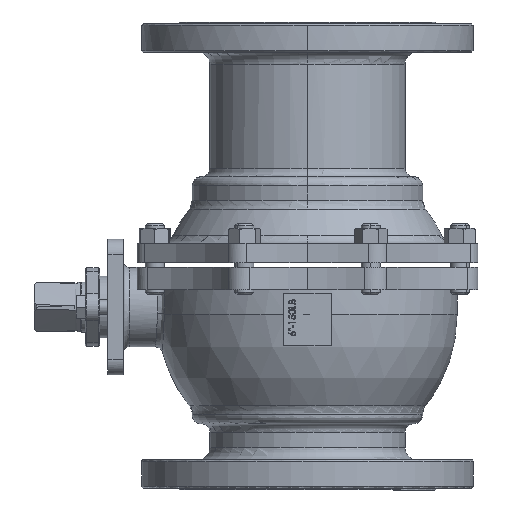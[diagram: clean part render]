
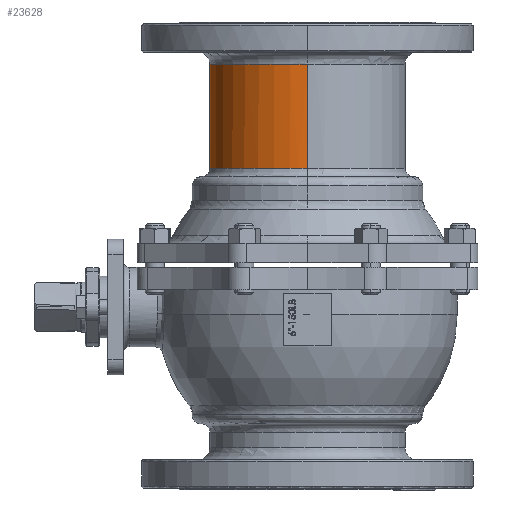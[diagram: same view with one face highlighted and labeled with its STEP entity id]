
A CAD part, left-side view. The second image highlights one B-rep face of the part: STEP entity #23628.
In plain terms, the highlighted cylindrical face has radius 82.2 mm (diameter 164.4 mm), a partial arc.
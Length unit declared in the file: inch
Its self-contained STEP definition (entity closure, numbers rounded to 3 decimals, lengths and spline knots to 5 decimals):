
#441 = VERTEX_POINT ( 'NONE', #42261 ) ;
#914 = CARTESIAN_POINT ( 'NONE',  ( 8.0443, 7.75808, 17.20639 ) ) ;
#1145 = CARTESIAN_POINT ( 'NONE',  ( 12.28693, 6.47109, 17.20639 ) ) ;
#1806 = CARTESIAN_POINT ( 'NONE',  ( 6.24222, 4.84925, 17.20639 ) ) ;
#2609 = CARTESIAN_POINT ( 'NONE',  ( 12.6938, 5.27287, 13.74957 ) ) ;
#3059 = CARTESIAN_POINT ( 'NONE',  ( 12.05158, 6.82332, 13.74957 ) ) ;
#4546 = CARTESIAN_POINT ( 'NONE',  ( 12.71466, 5.06106, 17.20639 ) ) ;
#4978 = CARTESIAN_POINT ( 'NONE',  ( 8.63934, 7.98197, 17.20639 ) ) ;
#5044 = B_SPLINE_CURVE_WITH_KNOTS ( 'NONE', 3,
 ( #35746, #27336, #2609, #26665, #12838, #6668, #44257, #3059, #30748, #16475, #43815, #29855, #13271, #33677, #6225, #34332, #5781, #23253, #40428, #9210, #20070, #9877, #30300, #19608, #26891, #37068, #43584, #9650, #23481, #19837, #12609, #6004, #44034, #40891 ),
 .UNSPECIFIED., .F., .F.,
 ( 4, 2, 2, 2, 2, 2, 2, 2, 2, 2, 2, 2, 2, 2, 2, 2, 4 ),
 ( 0., 0.0625, 0.125, 0.1875, 0.25, 0.3125, 0.375, 0.4375, 0.5, 0.5625, 0.625, 0.6875, 0.75, 0.8125, 0.875, 0.9375, 1. ),
 .UNSPECIFIED. ) ;
#5777 = VERTEX_POINT ( 'NONE', #35733 ) ;
#5781 = CARTESIAN_POINT ( 'NONE',  ( 9.69025, 8.08547, 13.74957 ) ) ;
#5828 = CARTESIAN_POINT ( 'NONE',  ( 12.05158, 6.82332, 17.20639 ) ) ;
#6004 = CARTESIAN_POINT ( 'NONE',  ( 6.26308, 5.27287, 13.74957 ) ) ;
#6041 = FACE_OUTER_BOUND ( 'NONE', #28042, .T. ) ;
#6225 = CARTESIAN_POINT ( 'NONE',  ( 10.31753, 7.98197, 13.74957 ) ) ;
#6597 = CARTESIAN_POINT ( 'NONE',  ( 6.4075, 5.89201, 17.20639 ) ) ;
#6668 = CARTESIAN_POINT ( 'NONE',  ( 12.38726, 6.28339, 13.74957 ) ) ;
#7717 = CARTESIAN_POINT ( 'NONE',  ( 11.61702, 7.28738, 17.20639 ) ) ;
#7943 = CARTESIAN_POINT ( 'NONE',  ( 9.26663, 8.08547, 17.20639 ) ) ;
#8160 = CARTESIAN_POINT ( 'NONE',  ( 7.33985, 7.28738, 17.20639 ) ) ;
#8392 = CARTESIAN_POINT ( 'NONE',  ( 6.56961, 6.28339, 17.20639 ) ) ;
#9210 = CARTESIAN_POINT ( 'NONE',  ( 8.63934, 7.98197, 13.74957 ) ) ;
#9650 = CARTESIAN_POINT ( 'NONE',  ( 6.66994, 6.47109, 13.74957 ) ) ;
#9877 = CARTESIAN_POINT ( 'NONE',  ( 8.0443, 7.75808, 13.74957 ) ) ;
#10138 = EDGE_CURVE ( 'NONE', #441, #16060, #10753, .T. ) ;
#10469 = CARTESIAN_POINT ( 'NONE',  ( 6.24222, 5.06106, 17.20639 ) ) ;
#10753 = B_SPLINE_CURVE_WITH_KNOTS ( 'NONE', 3,
 ( #11009, #34813, #28250, #13741 ),
 .UNSPECIFIED., .F., .F.,
 ( 4, 4 ),
 ( 0., 1. ),
 .UNSPECIFIED. ) ;
#11009 = CARTESIAN_POINT ( 'NONE',  ( 6.24222, 4.84925, 13.74957 ) ) ;
#11146 = CARTESIAN_POINT ( 'NONE',  ( 6.26308, 5.27287, 17.20639 ) ) ;
#11799 = CARTESIAN_POINT ( 'NONE',  ( 8.43567, 7.92019, 17.20639 ) ) ;
#12338 = CARTESIAN_POINT ( 'NONE',  ( 12.71466, 4.84925, 17.20639 ) ) ;
#12609 = CARTESIAN_POINT ( 'NONE',  ( 6.34572, 5.68835, 13.74957 ) ) ;
#12652 = CARTESIAN_POINT ( 'NONE',  ( 12.6938, 5.27287, 17.20639 ) ) ;
#12838 = CARTESIAN_POINT ( 'NONE',  ( 12.54937, 5.89201, 13.74957 ) ) ;
#13271 = CARTESIAN_POINT ( 'NONE',  ( 10.91257, 7.75808, 13.74957 ) ) ;
#13741 = CARTESIAN_POINT ( 'NONE',  ( 6.24222, 4.84925, 17.20639 ) ) ;
#14668 = EDGE_CURVE ( 'NONE', #16060, #5777, #28794, .T. ) ;
#14750 = CARTESIAN_POINT ( 'NONE',  ( 10.31753, 7.98197, 17.20639 ) ) ;
#15383 = AXIS2_PLACEMENT_3D ( 'NONE', #23749, #34154, #43621 ) ;
#16060 = VERTEX_POINT ( 'NONE', #1806 ) ;
#16475 = CARTESIAN_POINT ( 'NONE',  ( 11.61702, 7.28738, 13.74957 ) ) ;
#17774 = EDGE_CURVE ( 'NONE', #5777, #36130, #35083, .T. ) ;
#18162 = CARTESIAN_POINT ( 'NONE',  ( 11.91656, 6.98783, 17.20639 ) ) ;
#18381 = CARTESIAN_POINT ( 'NONE',  ( 6.66994, 6.47109, 17.20639 ) ) ;
#18820 = CARTESIAN_POINT ( 'NONE',  ( 10.91257, 7.75808, 17.20639 ) ) ;
#19608 = CARTESIAN_POINT ( 'NONE',  ( 7.50437, 7.4224, 13.74957 ) ) ;
#19652 = CARTESIAN_POINT ( 'NONE',  ( 6.90529, 6.82332, 17.20639 ) ) ;
#19837 = CARTESIAN_POINT ( 'NONE',  ( 6.4075, 5.89201, 13.74957 ) ) ;
#20070 = CARTESIAN_POINT ( 'NONE',  ( 8.43567, 7.92019, 13.74957 ) ) ;
#20317 = CYLINDRICAL_SURFACE ( 'NONE', #15383, 3.23622 ) ;
#22572 = ORIENTED_EDGE ( 'NONE', *, *, #14668, .T. ) ;
#23253 = CARTESIAN_POINT ( 'NONE',  ( 9.26663, 8.08547, 13.74957 ) ) ;
#23481 = CARTESIAN_POINT ( 'NONE',  ( 6.56961, 6.28339, 13.74957 ) ) ;
#23628 = ADVANCED_FACE ( 'NONE', ( #6041 ), #20317, .T. ) ;
#23749 = CARTESIAN_POINT ( 'NONE',  ( 9.47844, 4.84925, 19.47573 ) ) ;
#24290 = CARTESIAN_POINT ( 'NONE',  ( 6.34572, 5.68835, 17.20639 ) ) ;
#25203 = CARTESIAN_POINT ( 'NONE',  ( 12.54937, 5.89201, 17.20639 ) ) ;
#25428 = CARTESIAN_POINT ( 'NONE',  ( 7.04031, 6.98783, 17.20639 ) ) ;
#25650 = CARTESIAN_POINT ( 'NONE',  ( 9.05482, 8.06461, 17.20639 ) ) ;
#26488 = CARTESIAN_POINT ( 'NONE',  ( 11.4525, 7.4224, 17.20639 ) ) ;
#26665 = CARTESIAN_POINT ( 'NONE',  ( 12.61115, 5.68835, 13.74957 ) ) ;
#26891 = CARTESIAN_POINT ( 'NONE',  ( 7.33985, 7.28738, 13.74957 ) ) ;
#27336 = CARTESIAN_POINT ( 'NONE',  ( 12.71466, 5.06106, 13.74957 ) ) ;
#28042 = EDGE_LOOP ( 'NONE', ( #41270, #22572, #36946, #41210 ) ) ;
#28250 = CARTESIAN_POINT ( 'NONE',  ( 6.24222, 4.84925, 16.05412 ) ) ;
#28597 = CARTESIAN_POINT ( 'NONE',  ( 12.71466, 4.84925, 17.20639 ) ) ;
#28794 = B_SPLINE_CURVE_WITH_KNOTS ( 'NONE', 3,
 ( #41488, #10469, #11146, #24290, #6597, #8392, #18381, #19652, #25428, #8160, #31992, #42807, #914, #11799, #4978, #25650, #7943, #36058, #32439, #14750, #43628, #18820, #39425, #26488, #7717, #18162, #5828, #1145, #38760, #25203, #32221, #12652, #4546, #28597 ),
 .UNSPECIFIED., .F., .F.,
 ( 4, 2, 2, 2, 2, 2, 2, 2, 2, 2, 2, 2, 2, 2, 2, 2, 4 ),
 ( 0., 0.0625, 0.125, 0.1875, 0.25, 0.3125, 0.375, 0.4375, 0.5, 0.5625, 0.625, 0.6875, 0.75, 0.8125, 0.875, 0.9375, 1. ),
 .UNSPECIFIED. ) ;
#29119 = CARTESIAN_POINT ( 'NONE',  ( 12.71466, 4.84925, 14.90185 ) ) ;
#29855 = CARTESIAN_POINT ( 'NONE',  ( 11.10027, 7.65775, 13.74957 ) ) ;
#30300 = CARTESIAN_POINT ( 'NONE',  ( 7.8566, 7.65775, 13.74957 ) ) ;
#30748 = CARTESIAN_POINT ( 'NONE',  ( 11.91656, 6.98783, 13.74957 ) ) ;
#31992 = CARTESIAN_POINT ( 'NONE',  ( 7.50437, 7.4224, 17.20639 ) ) ;
#32221 = CARTESIAN_POINT ( 'NONE',  ( 12.61115, 5.68835, 17.20639 ) ) ;
#32439 = CARTESIAN_POINT ( 'NONE',  ( 9.90205, 8.06461, 17.20639 ) ) ;
#33036 = EDGE_CURVE ( 'NONE', #36130, #441, #5044, .T. ) ;
#33677 = CARTESIAN_POINT ( 'NONE',  ( 10.5212, 7.92019, 13.74957 ) ) ;
#34154 = DIRECTION ( 'NONE',  ( 0., 0., 1. ) ) ;
#34332 = CARTESIAN_POINT ( 'NONE',  ( 9.90205, 8.06461, 13.74957 ) ) ;
#34813 = CARTESIAN_POINT ( 'NONE',  ( 6.24222, 4.84925, 14.90185 ) ) ;
#35083 = B_SPLINE_CURVE_WITH_KNOTS ( 'NONE', 3,
 ( #12338, #39275, #29119, #39720 ),
 .UNSPECIFIED., .F., .F.,
 ( 4, 4 ),
 ( 0., 1. ),
 .UNSPECIFIED. ) ;
#35733 = CARTESIAN_POINT ( 'NONE',  ( 12.71466, 4.84925, 17.20639 ) ) ;
#35746 = CARTESIAN_POINT ( 'NONE',  ( 12.71466, 4.84925, 13.74957 ) ) ;
#36058 = CARTESIAN_POINT ( 'NONE',  ( 9.69025, 8.08547, 17.20639 ) ) ;
#36130 = VERTEX_POINT ( 'NONE', #42249 ) ;
#36946 = ORIENTED_EDGE ( 'NONE', *, *, #17774, .T. ) ;
#37068 = CARTESIAN_POINT ( 'NONE',  ( 7.04031, 6.98783, 13.74957 ) ) ;
#38760 = CARTESIAN_POINT ( 'NONE',  ( 12.38726, 6.28339, 17.20639 ) ) ;
#39275 = CARTESIAN_POINT ( 'NONE',  ( 12.71466, 4.84925, 16.05412 ) ) ;
#39425 = CARTESIAN_POINT ( 'NONE',  ( 11.10027, 7.65775, 17.20639 ) ) ;
#39720 = CARTESIAN_POINT ( 'NONE',  ( 12.71466, 4.84925, 13.74957 ) ) ;
#40428 = CARTESIAN_POINT ( 'NONE',  ( 9.05482, 8.06461, 13.74957 ) ) ;
#40891 = CARTESIAN_POINT ( 'NONE',  ( 6.24222, 4.84925, 13.74957 ) ) ;
#41210 = ORIENTED_EDGE ( 'NONE', *, *, #33036, .T. ) ;
#41270 = ORIENTED_EDGE ( 'NONE', *, *, #10138, .T. ) ;
#41488 = CARTESIAN_POINT ( 'NONE',  ( 6.24222, 4.84925, 17.20639 ) ) ;
#42249 = CARTESIAN_POINT ( 'NONE',  ( 12.71466, 4.84925, 13.74957 ) ) ;
#42261 = CARTESIAN_POINT ( 'NONE',  ( 6.24222, 4.84925, 13.74957 ) ) ;
#42807 = CARTESIAN_POINT ( 'NONE',  ( 7.8566, 7.65775, 17.20639 ) ) ;
#43584 = CARTESIAN_POINT ( 'NONE',  ( 6.90529, 6.82332, 13.74957 ) ) ;
#43621 = DIRECTION ( 'NONE',  ( -1., 0., 0. ) ) ;
#43628 = CARTESIAN_POINT ( 'NONE',  ( 10.5212, 7.92019, 17.20639 ) ) ;
#43815 = CARTESIAN_POINT ( 'NONE',  ( 11.4525, 7.4224, 13.74957 ) ) ;
#44034 = CARTESIAN_POINT ( 'NONE',  ( 6.24222, 5.06106, 13.74957 ) ) ;
#44257 = CARTESIAN_POINT ( 'NONE',  ( 12.28693, 6.47109, 13.74957 ) ) ;
